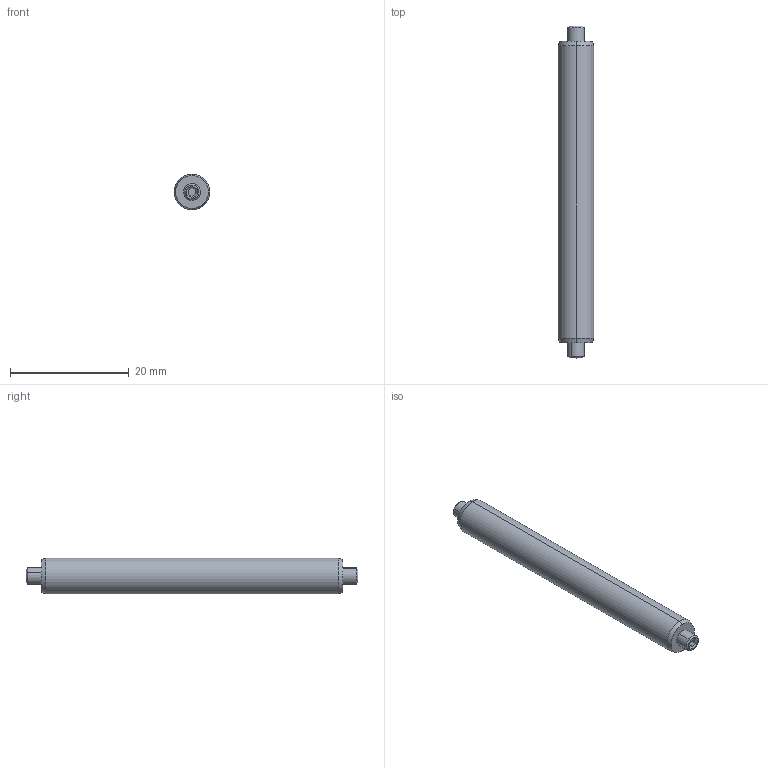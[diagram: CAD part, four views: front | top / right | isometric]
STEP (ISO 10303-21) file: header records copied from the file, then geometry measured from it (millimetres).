
FILE_DESCRIPTION (( 'STEP AP203' ), '1' );
FILE_NAME ('0780-E0W.STEP', '2011-06-20T18:49:16', ( 'Admin' ), ( 'Thorlabs, Inc.' ), 'SwSTEP 2.0', 'SolidWorks 2011', '' );
FILE_SCHEMA (( 'CONFIG_CONTROL_DESIGN' ));
Length unit declared in the file: inch
Products named in the file (1): 0780-E0W
Bounding box: 5.99 x 55.88 x 5.99 mm (x, y, z)
Volume: 1457.3 mm3; surface area: 1227.8 mm2
Topology: 3 solids, 3 shells, 62 faces, 130 edges, 74 vertices
Faces by surface type: plane 32, cone 20, cylinder 10
Entity records: 1661 total; most frequent: DIRECTION 288, CARTESIAN_POINT 263, ORIENTED_EDGE 252, EDGE_CURVE 126, AXIS2_PLACEMENT_3D 99, LINE 90, VECTOR 90, VERTEX_POINT 74
